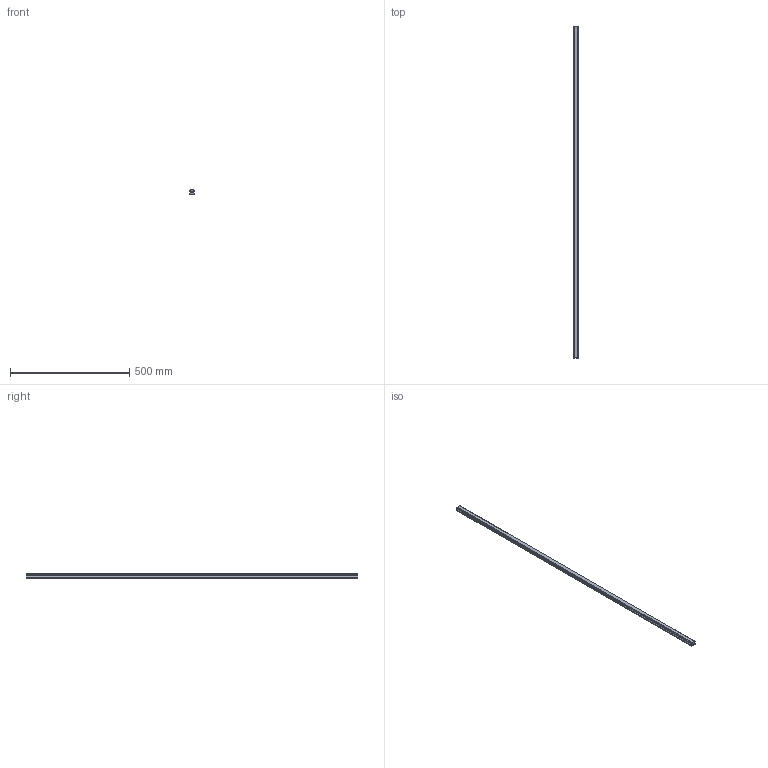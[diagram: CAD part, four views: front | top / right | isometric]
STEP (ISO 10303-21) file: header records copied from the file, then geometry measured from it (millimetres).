
FILE_DESCRIPTION(('STEP AP214'),'1');
FILE_NAME('cctmp_3F637592-4F06-47D1-9549-3C840EF0CFB7_2021_01_22_14_00_06_0944..stp','2021-01-22T13:00:07',('HIWIN GmbH'),('CADClick - www.CADClick.com'),'Spatial InterOp 3D',' ','unknown authorization');
FILE_SCHEMA(('AUTOMOTIVE_DESIGN'));
Length unit declared in the file: millimetre
Products named in the file (1): HGR20T1390C_FILE
Bounding box: 20 x 1390 x 17.5 mm (x, y, z)
Volume: 410576.7 mm3; surface area: 111073.4 mm2
Topology: 1 solids, 1 shells, 199 faces, 533 edges, 317 vertices
Faces by surface type: plane 85, cylinder 68, cone 46
Entity records: 7449 total; most frequent: DIRECTION 1023, CARTESIAN_POINT 1004, ORIENTED_EDGE 974, EDGE_CURVE 487, LINE 351, VECTOR 351, AXIS2_PLACEMENT_3D 336, VERTEX_POINT 317
